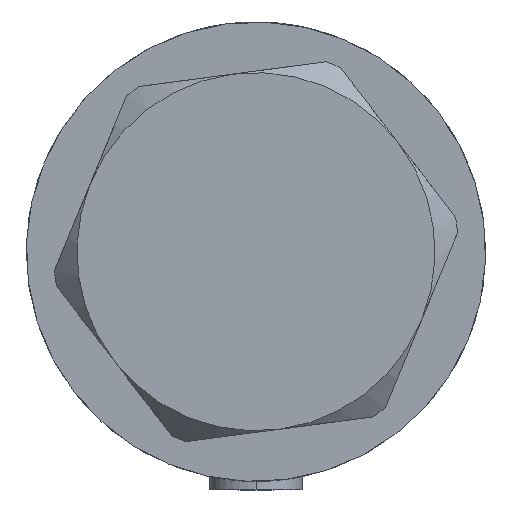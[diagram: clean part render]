
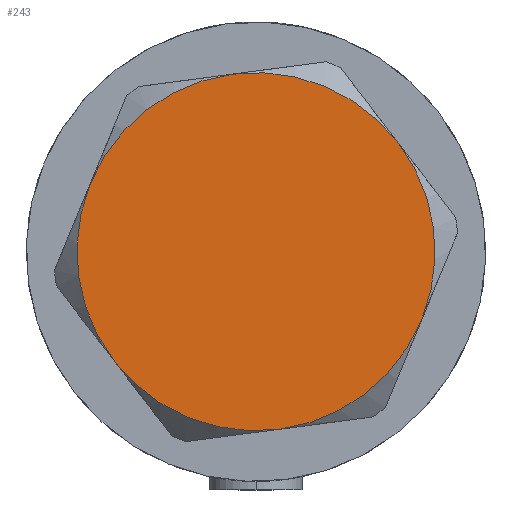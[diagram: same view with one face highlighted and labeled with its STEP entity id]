
A CAD part, left-side view. The second image highlights one B-rep face of the part: STEP entity #243.
In plain terms, the highlighted face is planar.
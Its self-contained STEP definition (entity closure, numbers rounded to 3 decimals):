
#26 = DIRECTION ( 'NONE',  ( 1., 0., 0. ) ) ;
#126 = VERTEX_POINT ( 'NONE', #2644 ) ;
#225 = DIRECTION ( 'NONE',  ( 1., 0., 0. ) ) ;
#233 = DIRECTION ( 'NONE',  ( 1., 0., 0. ) ) ;
#243 = ADVANCED_FACE ( 'NONE', ( #565 ), #251, .T. ) ;
#251 = PLANE ( 'NONE',  #2763 ) ;
#287 = DIRECTION ( 'NONE',  ( 1., 0., 0. ) ) ;
#350 = VERTEX_POINT ( 'NONE', #3859 ) ;
#357 = DIRECTION ( 'NONE',  ( 0., 0., 1. ) ) ;
#548 = EDGE_CURVE ( 'NONE', #4635, #350, #996, .T. ) ;
#565 = FACE_OUTER_BOUND ( 'NONE', #2612, .T. ) ;
#680 = VERTEX_POINT ( 'NONE', #1424 ) ;
#890 = CARTESIAN_POINT ( 'NONE',  ( 0., 0., 13. ) ) ;
#912 = DIRECTION ( 'NONE',  ( 0., 0., 1. ) ) ;
#925 = CIRCLE ( 'NONE', #1860, 23. ) ;
#955 = EDGE_CURVE ( 'NONE', #126, #4635, #2984, .T. ) ;
#996 = CIRCLE ( 'NONE', #1076, 23. ) ;
#1061 = ORIENTED_EDGE ( 'NONE', *, *, #2986, .T. ) ;
#1076 = AXIS2_PLACEMENT_3D ( 'NONE', #4290, #912, #233 ) ;
#1085 = ORIENTED_EDGE ( 'NONE', *, *, #3434, .T. ) ;
#1328 = CARTESIAN_POINT ( 'NONE',  ( 0., 0., 13. ) ) ;
#1424 = CARTESIAN_POINT ( 'NONE',  ( 11.5, -19.919, 13. ) ) ;
#1469 = AXIS2_PLACEMENT_3D ( 'NONE', #890, #2394, #2674 ) ;
#1481 = AXIS2_PLACEMENT_3D ( 'NONE', #1328, #2788, #3908 ) ;
#1711 = DIRECTION ( 'NONE',  ( 0., 0., 1. ) ) ;
#1860 = AXIS2_PLACEMENT_3D ( 'NONE', #2656, #3433, #3752 ) ;
#2092 = CIRCLE ( 'NONE', #2847, 23. ) ;
#2147 = CARTESIAN_POINT ( 'NONE',  ( -11.5, 19.919, 13. ) ) ;
#2381 = CARTESIAN_POINT ( 'NONE',  ( 0., 0., 13. ) ) ;
#2394 = DIRECTION ( 'NONE',  ( 0., 0., 1. ) ) ;
#2432 = DIRECTION ( 'NONE',  ( 0., 0., 1. ) ) ;
#2612 = EDGE_LOOP ( 'NONE', ( #3661, #1085, #4390, #4311, #1061, #2864 ) ) ;
#2617 = CIRCLE ( 'NONE', #1469, 23. ) ;
#2644 = CARTESIAN_POINT ( 'NONE',  ( 11.5, 19.919, 13. ) ) ;
#2656 = CARTESIAN_POINT ( 'NONE',  ( 0., 0., 13. ) ) ;
#2674 = DIRECTION ( 'NONE',  ( 1., 0., 0. ) ) ;
#2763 = AXIS2_PLACEMENT_3D ( 'NONE', #2381, #1711, #225 ) ;
#2788 = DIRECTION ( 'NONE',  ( 0., 0., 1. ) ) ;
#2803 = EDGE_CURVE ( 'NONE', #680, #4465, #925, .T. ) ;
#2847 = AXIS2_PLACEMENT_3D ( 'NONE', #3680, #357, #26 ) ;
#2864 = ORIENTED_EDGE ( 'NONE', *, *, #4615, .T. ) ;
#2984 = CIRCLE ( 'NONE', #3613, 23. ) ;
#2986 = EDGE_CURVE ( 'NONE', #350, #3965, #2617, .T. ) ;
#3433 = DIRECTION ( 'NONE',  ( 0., 0., 1. ) ) ;
#3434 = EDGE_CURVE ( 'NONE', #4465, #126, #2092, .T. ) ;
#3442 = CARTESIAN_POINT ( 'NONE',  ( 0., 0., 13. ) ) ;
#3613 = AXIS2_PLACEMENT_3D ( 'NONE', #3442, #2432, #287 ) ;
#3656 = CARTESIAN_POINT ( 'NONE',  ( -11.5, -19.919, 13. ) ) ;
#3661 = ORIENTED_EDGE ( 'NONE', *, *, #2803, .T. ) ;
#3680 = CARTESIAN_POINT ( 'NONE',  ( 0., 0., 13. ) ) ;
#3752 = DIRECTION ( 'NONE',  ( 1., 0., 0. ) ) ;
#3859 = CARTESIAN_POINT ( 'NONE',  ( -23., 0., 13. ) ) ;
#3908 = DIRECTION ( 'NONE',  ( 1., 0., 0. ) ) ;
#3965 = VERTEX_POINT ( 'NONE', #3656 ) ;
#4074 = CARTESIAN_POINT ( 'NONE',  ( 23., 0., 13. ) ) ;
#4101 = CIRCLE ( 'NONE', #1481, 23. ) ;
#4290 = CARTESIAN_POINT ( 'NONE',  ( 0., 0., 13. ) ) ;
#4311 = ORIENTED_EDGE ( 'NONE', *, *, #548, .T. ) ;
#4390 = ORIENTED_EDGE ( 'NONE', *, *, #955, .T. ) ;
#4465 = VERTEX_POINT ( 'NONE', #4074 ) ;
#4615 = EDGE_CURVE ( 'NONE', #3965, #680, #4101, .T. ) ;
#4635 = VERTEX_POINT ( 'NONE', #2147 ) ;
